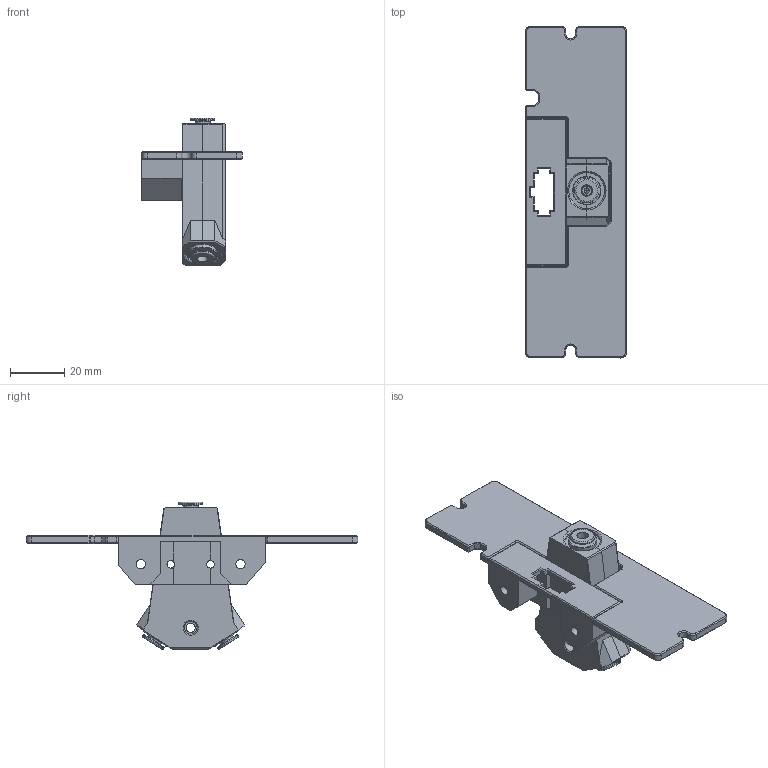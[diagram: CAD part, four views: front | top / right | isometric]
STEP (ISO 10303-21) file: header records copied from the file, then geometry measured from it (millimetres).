
FILE_DESCRIPTION(/* description */ (''),/* implementation_level */ '2;1');
FILE_NAME(/* name */ 'bowden_y_splitter_and_V0_motor_panel.step',/* time_stamp */ '2024-06-19T14:59:14-07:00',/* author */ (''),/* organization */ (''),/* preprocessor_version */ 'ST-DEVELOPER v20',/* originating_system */ 'Autodesk Translation Framework v13.14.0.145',/* authorisation */ '');
FILE_SCHEMA (('AUTOMOTIVE_DESIGN { 1 0 10303 214 3 1 1 }'));
Length unit declared in the file: millimetre
Products named in the file (15): (Unsaved); Bowden_Splitter; Splitter_hardware; ECAS Bowden Collet (1); ECAS Bowden Collet (1)_1; ECAS Bowden Collet (1)_2; Plunger (1) (1); Collet Body (1) (1); Rubber Seal (1); Seal Retainer (1) (1); Grab Ring (1) (1); rear_cover; v0_frame_mount; mid_body; Motor_Panel 
Assembly tree (24 placements, depth 5):
  (Unsaved)
    Bowden_Splitter
      Splitter_hardware
        ECAS Bowden Collet (1)
          Plunger (1) (1)
          Collet Body (1) (1)
          Rubber Seal (1)
          Seal Retainer (1) (1)
          Grab Ring (1) (1)
        ECAS Bowden Collet (1)_1
          Plunger (1) (1)
          Collet Body (1) (1)
          Rubber Seal (1)
          Seal Retainer (1) (1)
          Grab Ring (1) (1)
        ECAS Bowden Collet (1)_2
          Plunger (1) (1)
          Collet Body (1) (1)
          Rubber Seal (1)
          Seal Retainer (1) (1)
          Grab Ring (1) (1)
      rear_cover
      v0_frame_mount
      mid_body
    Motor_Panel 
Bounding box: 37 x 122 x 54.2 mm (x, y, z)
Volume: 39274.1 mm3; surface area: 23737.8 mm2
Topology: 19 solids, 19 shells, 1140 faces, 2999 edges, 1918 vertices
Faces by surface type: plane 541, cylinder 353, cone 127, torus 103, bspline 16
Full cylindrical faces by diameter (mm): 2.8 x2, 3.4 x8, 4 x6, 4.7 x1, 5.5 x9, 6 x11, 6.119 x3, 6.5 x6, 6.8 x3, 7.7 x3, 8 x12, 8.47 x3, 9 x3, 10.45 x3
Entity records: 20675 total; most frequent: CARTESIAN_POINT 4775, DIRECTION 3284, ORIENTED_EDGE 3250, EDGE_CURVE 1625, AXIS2_PLACEMENT_3D 1151, VERTEX_POINT 1028, LINE 982, VECTOR 982
